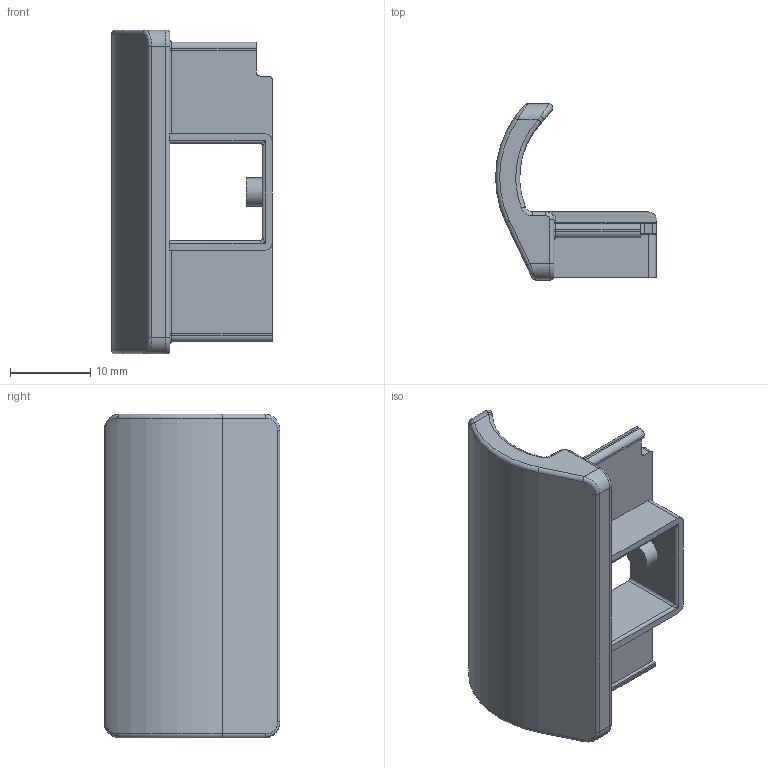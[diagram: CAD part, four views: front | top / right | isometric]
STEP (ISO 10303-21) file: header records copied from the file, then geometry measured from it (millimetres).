
FILE_DESCRIPTION(/* description */ (''),/* implementation_level */ '2;1');
FILE_NAME(/* name */ 'Clip Right.step',/* time_stamp */ '2021-12-02T01:02:36+06:00',/* author */ (''),/* organization */ (''),/* preprocessor_version */ 'ST-DEVELOPER v18.1',/* originating_system */ 'Autodesk Translation Framework v10.10.0.1391',/* authorisation */ '');
FILE_SCHEMA (('AUTOMOTIVE_DESIGN { 1 0 10303 214 3 1 1 }'));
Length unit declared in the file: millimetre
Products named in the file (1): Clip Right
Bounding box: 20.02 x 21.9 x 40.33 mm (x, y, z)
Volume: 4070.4 mm3; surface area: 3611.6 mm2
Topology: 1 solids, 1 shells, 107 faces, 269 edges, 162 vertices
Faces by surface type: cylinder 47, plane 32, torus 14, bspline 12, sphere 2
Full cylindrical faces by diameter (mm): 3.5 x1
Entity records: 3632 total; most frequent: CARTESIAN_POINT 1025, DIRECTION 563, ORIENTED_EDGE 534, EDGE_CURVE 267, AXIS2_PLACEMENT_3D 216, VERTEX_POINT 162, LINE 131, VECTOR 131
